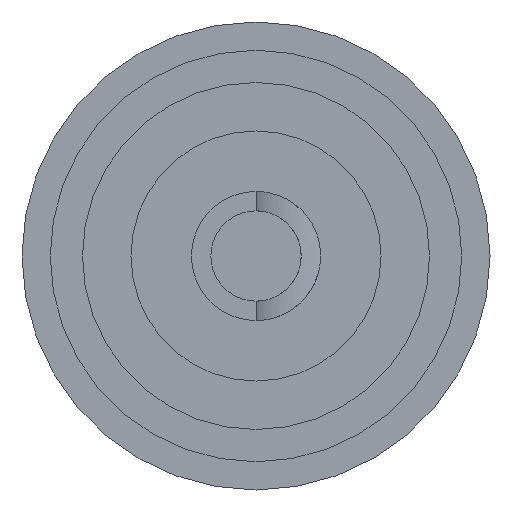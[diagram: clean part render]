
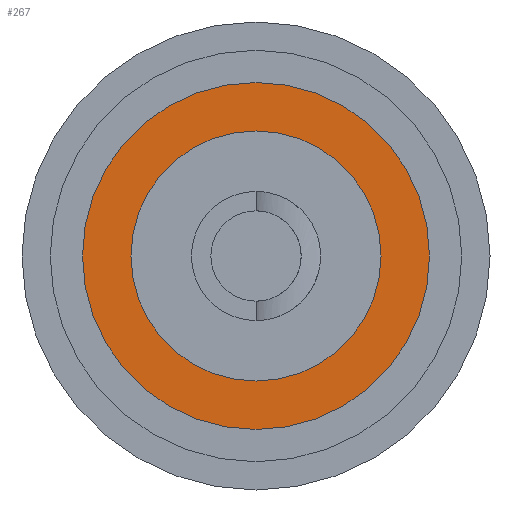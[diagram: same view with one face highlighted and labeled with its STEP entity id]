
A CAD part, front view. The second image highlights one B-rep face of the part: STEP entity #267.
In plain terms, the highlighted planar face has unit normal (0, -1, 0).
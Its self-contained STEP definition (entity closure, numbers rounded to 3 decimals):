
#137=FACE_BOUND('',#470,.T.);
#138=FACE_BOUND('',#471,.T.);
#219=PLANE('',#1671);
#267=ADVANCED_FACE('',(#137,#138),#219,.T.);
#470=EDGE_LOOP('',(#737,#738));
#471=EDGE_LOOP('',(#739,#740));
#573=CIRCLE('',#1665,2.15);
#574=CIRCLE('',#1667,2.15);
#575=CIRCLE('',#1669,1.55);
#576=CIRCLE('',#1670,1.55);
#737=ORIENTED_EDGE('',*,*,#1318,.T.);
#738=ORIENTED_EDGE('',*,*,#1316,.T.);
#739=ORIENTED_EDGE('',*,*,#1319,.T.);
#740=ORIENTED_EDGE('',*,*,#1320,.T.);
#1147=VERTEX_POINT('',#2453);
#1148=VERTEX_POINT('',#2455);
#1149=VERTEX_POINT('',#2461);
#1150=VERTEX_POINT('',#2462);
#1316=EDGE_CURVE('',#1148,#1147,#573,.T.);
#1318=EDGE_CURVE('',#1147,#1148,#574,.T.);
#1319=EDGE_CURVE('',#1149,#1150,#575,.T.);
#1320=EDGE_CURVE('',#1150,#1149,#576,.T.);
#1665=AXIS2_PLACEMENT_3D('',#2454,#1923,#1924);
#1667=AXIS2_PLACEMENT_3D('',#2458,#1928,#1929);
#1669=AXIS2_PLACEMENT_3D('',#2460,#1932,#1933);
#1670=AXIS2_PLACEMENT_3D('',#2463,#1934,#1935);
#1671=AXIS2_PLACEMENT_3D('',#2464,#1936,#1937);
#1923=DIRECTION('',(0.,-1.,0.));
#1924=DIRECTION('',(1.,0.,0.));
#1928=DIRECTION('',(0.,-1.,0.));
#1929=DIRECTION('',(-1.,0.,0.));
#1932=DIRECTION('',(0.,1.,0.));
#1933=DIRECTION('',(-1.,0.,0.));
#1934=DIRECTION('',(0.,1.,0.));
#1935=DIRECTION('',(1.,0.,0.));
#1936=DIRECTION('',(0.,-1.,0.));
#1937=DIRECTION('',(-1.,0.,0.));
#2453=CARTESIAN_POINT('',(-2.15,-15.06,0.));
#2454=CARTESIAN_POINT('',(0.,-15.06,0.));
#2455=CARTESIAN_POINT('',(2.15,-15.06,0.));
#2458=CARTESIAN_POINT('',(0.,-15.06,0.));
#2460=CARTESIAN_POINT('',(0.,-15.06,0.));
#2461=CARTESIAN_POINT('',(-1.55,-15.06,0.));
#2462=CARTESIAN_POINT('',(1.55,-15.06,0.));
#2463=CARTESIAN_POINT('',(0.,-15.06,0.));
#2464=CARTESIAN_POINT('',(0.,-15.06,0.));
